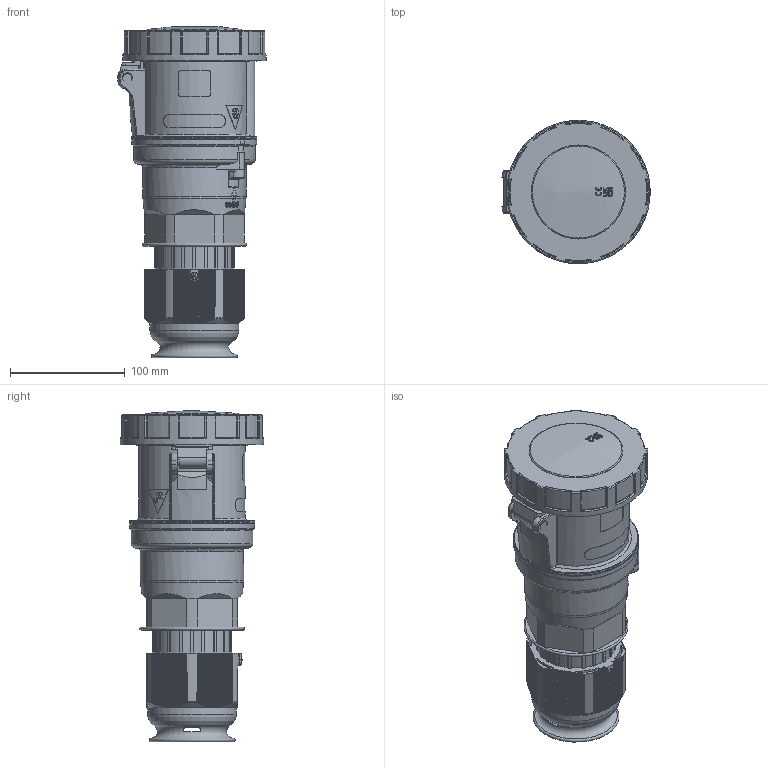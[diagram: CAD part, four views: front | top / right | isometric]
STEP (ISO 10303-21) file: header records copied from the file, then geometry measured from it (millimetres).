
FILE_DESCRIPTION(/* description */ (''),/* implementation_level */ '2;1');
FILE_NAME(/* name */ '3199.stp',/* time_stamp */ '2023-09-20T08:59:56+02:00',/* author */ ('massmann'),/* organization */ (''),/* preprocessor_version */ 'ST-DEVELOPER v17',/* originating_system */ 'Autodesk Inventor 2018',/* authorisation */ '');
FILE_SCHEMA (('AUTOMOTIVE_DESIGN { 1 0 10303 214 3 1 1 }'));
Length unit declared in the file: millimetre
Products named in the file (1): 3199
Bounding box: 129.25 x 124.94 x 288.87 mm (x, y, z)
Volume: 1849028.1 mm3; surface area: 134597.5 mm2
Topology: 1 solids, 6 shells, 1498 faces, 4164 edges, 2704 vertices
Faces by surface type: plane 780, bspline 296, cylinder 245, torus 90, sphere 53, cone 34
Full cylindrical faces by diameter (mm): 4.4 x1, 5 x2, 5.6 x1, 6 x1, 8.5 x1, 50 x1, 77.5 x1, 82 x1, 90 x1, 109 x1, 125 x1
Entity records: 63363 total; most frequent: CARTESIAN_POINT 26744, ORIENTED_EDGE 8300, DIRECTION 6016, EDGE_CURVE 4150, VERTEX_POINT 2704, AXIS2_PLACEMENT_3D 2092, LINE 1832, VECTOR 1832
